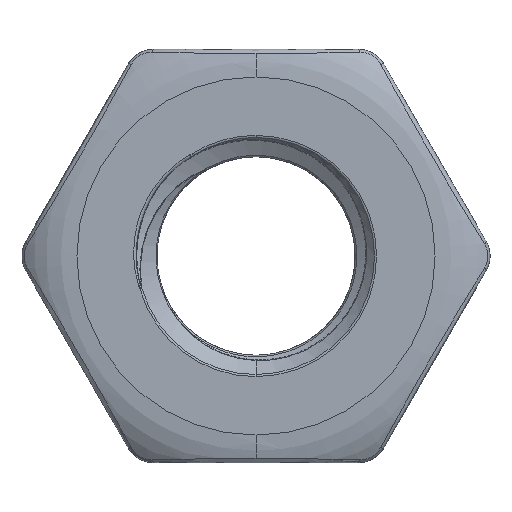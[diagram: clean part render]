
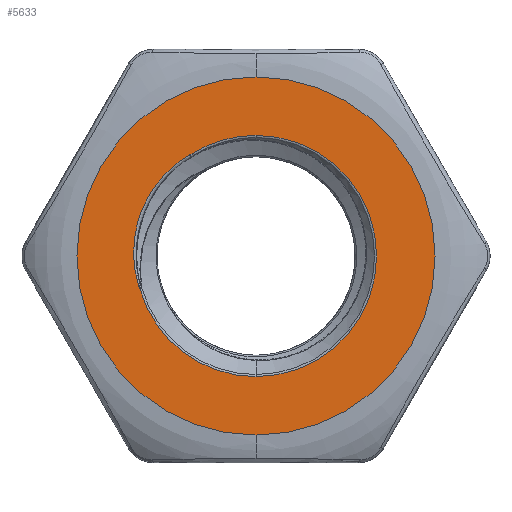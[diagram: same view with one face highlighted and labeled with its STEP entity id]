
A CAD part, front view. The second image highlights one B-rep face of the part: STEP entity #5633.
In plain terms, the highlighted planar face has unit normal (0, -1, 0).
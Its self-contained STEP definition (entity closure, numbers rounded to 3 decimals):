
#159 = CIRCLE ( 'NONE', #1791, 6. ) ;
#208 = CARTESIAN_POINT ( 'NONE',  ( -3.922, 0., -1.01 ) ) ;
#579 = CARTESIAN_POINT ( 'NONE',  ( 0., 0., 0. ) ) ;
#593 = CARTESIAN_POINT ( 'NONE',  ( -3.992, 0., -0.81 ) ) ;
#964 = VERTEX_POINT ( 'NONE', #5076 ) ;
#1045 = AXIS2_PLACEMENT_3D ( 'NONE', #579, #6027, #7475 ) ;
#1157 = VERTEX_POINT ( 'NONE', #208 ) ;
#1210 = CARTESIAN_POINT ( 'NONE',  ( -4.039, 0., -0.605 ) ) ;
#1265 = DIRECTION ( 'NONE',  ( 0., -1., 0. ) ) ;
#1287 = FACE_OUTER_BOUND ( 'NONE', #3068, .T. ) ;
#1383 = AXIS2_PLACEMENT_3D ( 'NONE', #4245, #2721, #8439 ) ;
#1384 = ORIENTED_EDGE ( 'NONE', *, *, #6320, .T. ) ;
#1619 = CARTESIAN_POINT ( 'NONE',  ( -3.888, 0., -1.103 ) ) ;
#1620 = B_SPLINE_CURVE_WITH_KNOTS ( 'NONE', 3,
 ( #2833, #5975, #9118, #3644 ),
 .UNSPECIFIED., .F., .F.,
 ( 4, 4 ),
 ( 0., 0. ),
 .UNSPECIFIED. ) ;
#1791 = AXIS2_PLACEMENT_3D ( 'NONE', #6717, #1265, #4364 ) ;
#2266 = DIRECTION ( 'NONE',  ( 0., 0., 1. ) ) ;
#2368 = DIRECTION ( 'NONE',  ( 0., 1., 0. ) ) ;
#2721 = DIRECTION ( 'NONE',  ( 0., 1., 0. ) ) ;
#2765 = DIRECTION ( 'NONE',  ( 0., -1., 0. ) ) ;
#2833 = CARTESIAN_POINT ( 'NONE',  ( -2.223, 0., 3.385 ) ) ;
#2850 = CARTESIAN_POINT ( 'NONE',  ( -2.223, 0., 3.385 ) ) ;
#3068 = EDGE_LOOP ( 'NONE', ( #8987, #6959 ) ) ;
#3413 = VERTEX_POINT ( 'NONE', #5452 ) ;
#3644 = CARTESIAN_POINT ( 'NONE',  ( -2.135, 0., 3.431 ) ) ;
#3660 = CARTESIAN_POINT ( 'NONE',  ( -3.693, 0., 1.877 ) ) ;
#3828 = ORIENTED_EDGE ( 'NONE', *, *, #4227, .T. ) ;
#3880 = VERTEX_POINT ( 'NONE', #6400 ) ;
#4008 = B_SPLINE_CURVE_WITH_KNOTS ( 'NONE', 3,
 ( #8250, #593, #1210, #8462, #5933, #6769, #5249, #3660, #7546, #9024, #5141, #8305, #9954, #2850 ),
 .UNSPECIFIED., .F., .F.,
 ( 4, 2, 2, 2, 2, 2, 4 ),
 ( 0., 0.001, 0.001, 0.003, 0.004, 0.005, 0.005 ),
 .UNSPECIFIED. ) ;
#4017 = CARTESIAN_POINT ( 'NONE',  ( -3.911, 0., -1.041 ) ) ;
#4227 = EDGE_CURVE ( 'NONE', #1157, #8770, #4008, .T. ) ;
#4228 = VERTEX_POINT ( 'NONE', #7491 ) ;
#4245 = CARTESIAN_POINT ( 'NONE',  ( 0., 0., 0. ) ) ;
#4337 = DIRECTION ( 'NONE',  ( 0., 1., 0. ) ) ;
#4347 = EDGE_CURVE ( 'NONE', #3880, #3413, #159, .T. ) ;
#4364 = DIRECTION ( 'NONE',  ( 0., 0., -1. ) ) ;
#4389 = PLANE ( 'NONE',  #9417 ) ;
#4928 = CARTESIAN_POINT ( 'NONE',  ( -3.9, 0., -1.072 ) ) ;
#4937 = VERTEX_POINT ( 'NONE', #8338 ) ;
#5012 = DIRECTION ( 'NONE',  ( 0., 0., -1. ) ) ;
#5061 = CARTESIAN_POINT ( 'NONE',  ( -2.223, 0., 3.385 ) ) ;
#5076 = CARTESIAN_POINT ( 'NONE',  ( -2.135, 0., 3.431 ) ) ;
#5085 = ORIENTED_EDGE ( 'NONE', *, *, #5244, .T. ) ;
#5109 = CIRCLE ( 'NONE', #9570, 6. ) ;
#5141 = CARTESIAN_POINT ( 'NONE',  ( -2.912, 0., 2.888 ) ) ;
#5244 = EDGE_CURVE ( 'NONE', #5526, #4228, #7880, .T. ) ;
#5249 = CARTESIAN_POINT ( 'NONE',  ( -3.999, 0., 1.083 ) ) ;
#5261 = B_SPLINE_CURVE_WITH_KNOTS ( 'NONE', 3,
 ( #1619, #4928, #4017, #7127 ),
 .UNSPECIFIED., .F., .F.,
 ( 4, 4 ),
 ( 0., 0. ),
 .UNSPECIFIED. ) ;
#5334 = CARTESIAN_POINT ( 'NONE',  ( 0., 0., 0. ) ) ;
#5452 = CARTESIAN_POINT ( 'NONE',  ( 0., 0., -6. ) ) ;
#5526 = VERTEX_POINT ( 'NONE', #7981 ) ;
#5633 = ADVANCED_FACE ( 'NONE', ( #7516, #1287 ), #4389, .F. ) ;
#5933 = CARTESIAN_POINT ( 'NONE',  ( -4.107, 0., 0.023 ) ) ;
#5960 = DIRECTION ( 'NONE',  ( 0., 0., 1. ) ) ;
#5975 = CARTESIAN_POINT ( 'NONE',  ( -2.194, 0., 3.401 ) ) ;
#6027 = DIRECTION ( 'NONE',  ( 0., 1., 0. ) ) ;
#6320 = EDGE_CURVE ( 'NONE', #4937, #5526, #6808, .T. ) ;
#6400 = CARTESIAN_POINT ( 'NONE',  ( 0., 0., 6. ) ) ;
#6529 = EDGE_CURVE ( 'NONE', #8770, #964, #1620, .T. ) ;
#6677 = EDGE_LOOP ( 'NONE', ( #9542, #1384, #5085, #8933, #3828, #8871 ) ) ;
#6717 = CARTESIAN_POINT ( 'NONE',  ( 0., 0., 0. ) ) ;
#6769 = CARTESIAN_POINT ( 'NONE',  ( -4.085, 0., 0.661 ) ) ;
#6808 = CIRCLE ( 'NONE', #1045, 4.041 ) ;
#6954 = CIRCLE ( 'NONE', #1383, 4.041 ) ;
#6959 = ORIENTED_EDGE ( 'NONE', *, *, #4347, .T. ) ;
#7127 = CARTESIAN_POINT ( 'NONE',  ( -3.922, 0., -1.01 ) ) ;
#7388 = AXIS2_PLACEMENT_3D ( 'NONE', #5334, #2368, #2266 ) ;
#7475 = DIRECTION ( 'NONE',  ( 0., 0., 1. ) ) ;
#7491 = CARTESIAN_POINT ( 'NONE',  ( -3.888, 0., -1.103 ) ) ;
#7516 = FACE_BOUND ( 'NONE', #6677, .T. ) ;
#7546 = CARTESIAN_POINT ( 'NONE',  ( -3.474, 0., 2.249 ) ) ;
#7880 = CIRCLE ( 'NONE', #7388, 4.041 ) ;
#7921 = EDGE_CURVE ( 'NONE', #3413, #3880, #5109, .T. ) ;
#7981 = CARTESIAN_POINT ( 'NONE',  ( 0., 0., -4.041 ) ) ;
#8250 = CARTESIAN_POINT ( 'NONE',  ( -3.922, 0., -1.01 ) ) ;
#8276 = CARTESIAN_POINT ( 'NONE',  ( 0., 0., 0. ) ) ;
#8305 = CARTESIAN_POINT ( 'NONE',  ( -2.586, 0., 3.161 ) ) ;
#8338 = CARTESIAN_POINT ( 'NONE',  ( 0., 0., 4.041 ) ) ;
#8439 = DIRECTION ( 'NONE',  ( 0., 0., 1. ) ) ;
#8462 = CARTESIAN_POINT ( 'NONE',  ( -4.096, 0., -0.19 ) ) ;
#8770 = VERTEX_POINT ( 'NONE', #5061 ) ;
#8871 = ORIENTED_EDGE ( 'NONE', *, *, #6529, .T. ) ;
#8893 = EDGE_CURVE ( 'NONE', #964, #4937, #6954, .T. ) ;
#8894 = CARTESIAN_POINT ( 'NONE',  ( 0., 0., 0. ) ) ;
#8933 = ORIENTED_EDGE ( 'NONE', *, *, #9297, .T. ) ;
#8987 = ORIENTED_EDGE ( 'NONE', *, *, #7921, .T. ) ;
#9024 = CARTESIAN_POINT ( 'NONE',  ( -3.062, 0., 2.737 ) ) ;
#9118 = CARTESIAN_POINT ( 'NONE',  ( -2.165, 0., 3.416 ) ) ;
#9297 = EDGE_CURVE ( 'NONE', #4228, #1157, #5261, .T. ) ;
#9417 = AXIS2_PLACEMENT_3D ( 'NONE', #8276, #4337, #5960 ) ;
#9542 = ORIENTED_EDGE ( 'NONE', *, *, #8893, .T. ) ;
#9570 = AXIS2_PLACEMENT_3D ( 'NONE', #8894, #2765, #5012 ) ;
#9954 = CARTESIAN_POINT ( 'NONE',  ( -2.411, 0., 3.284 ) ) ;
